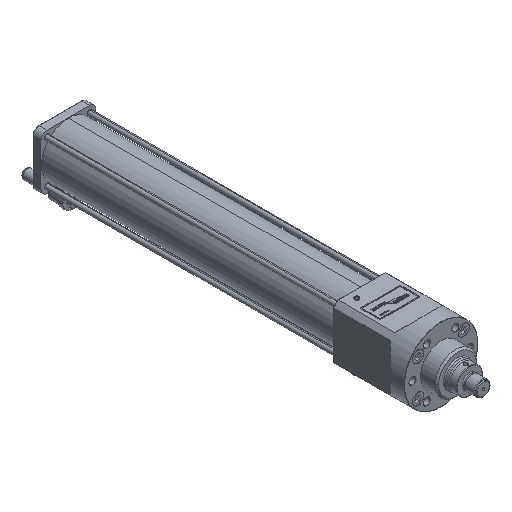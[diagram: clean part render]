
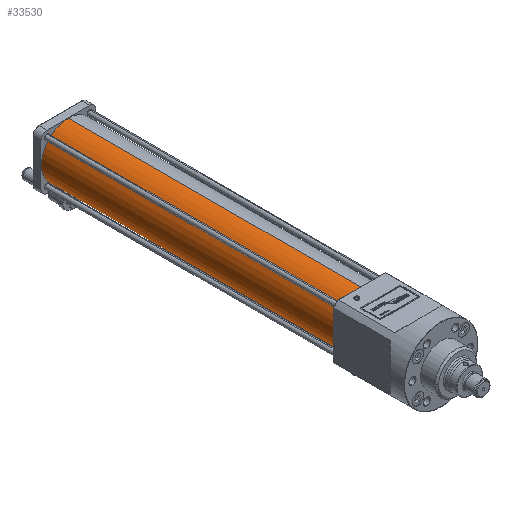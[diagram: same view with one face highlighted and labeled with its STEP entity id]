
A CAD part, isometric view. The second image highlights one B-rep face of the part: STEP entity #33530.
In plain terms, the highlighted cylindrical face has radius 66 mm (diameter 132 mm), a partial arc.
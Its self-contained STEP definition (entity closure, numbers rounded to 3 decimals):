
#796 = CIRCLE ( 'NONE', #5429, 66. ) ;
#5416 = CARTESIAN_POINT ( 'NONE',  ( 0., 195., 0. ) ) ;
#5429 = AXIS2_PLACEMENT_3D ( 'NONE', #5416, #26740, #8468 ) ;
#5691 = CARTESIAN_POINT ( 'NONE',  ( 0., 911., 66. ) ) ;
#6521 = AXIS2_PLACEMENT_3D ( 'NONE', #27306, #9043, #30346 ) ;
#8443 = AXIS2_PLACEMENT_3D ( 'NONE', #38657, #11235, #20420 ) ;
#8468 = DIRECTION ( 'NONE',  ( 1., 0., 0. ) ) ;
#8829 = EDGE_CURVE ( 'NONE', #38472, #38508, #796, .T. ) ;
#9043 = DIRECTION ( 'NONE',  ( 0., 1., 0. ) ) ;
#10123 = LINE ( 'NONE', #28888, #25381 ) ;
#10265 = FACE_OUTER_BOUND ( 'NONE', #26593, .T. ) ;
#11235 = DIRECTION ( 'NONE',  ( 0., -1., 0. ) ) ;
#13014 = EDGE_CURVE ( 'NONE', #31180, #13355, #24836, .T. ) ;
#13355 = VERTEX_POINT ( 'NONE', #19428 ) ;
#17411 = CYLINDRICAL_SURFACE ( 'NONE', #8443, 66. ) ;
#17711 = ORIENTED_EDGE ( 'NONE', *, *, #35978, .T. ) ;
#19428 = CARTESIAN_POINT ( 'NONE',  ( 0., 911., 66. ) ) ;
#20420 = DIRECTION ( 'NONE',  ( 0., 0., -1. ) ) ;
#23969 = DIRECTION ( 'NONE',  ( 0., -1., 0. ) ) ;
#24836 = CIRCLE ( 'NONE', #6521, 66. ) ;
#24845 = VECTOR ( 'NONE', #23969, 1000. ) ;
#25381 = VECTOR ( 'NONE', #31976, 1000. ) ;
#26593 = EDGE_LOOP ( 'NONE', ( #37468, #36461, #17711, #30248 ) ) ;
#26740 = DIRECTION ( 'NONE',  ( 0., 1., 0. ) ) ;
#27306 = CARTESIAN_POINT ( 'NONE',  ( 0., 911., 0. ) ) ;
#28888 = CARTESIAN_POINT ( 'NONE',  ( 0., 911., -66. ) ) ;
#30248 = ORIENTED_EDGE ( 'NONE', *, *, #8829, .T. ) ;
#30346 = DIRECTION ( 'NONE',  ( 0., 0., 1. ) ) ;
#31180 = VERTEX_POINT ( 'NONE', #32622 ) ;
#31976 = DIRECTION ( 'NONE',  ( 0., -1., 0. ) ) ;
#32622 = CARTESIAN_POINT ( 'NONE',  ( 0., 911., -66. ) ) ;
#32663 = CARTESIAN_POINT ( 'NONE',  ( 0., 195., -66. ) ) ;
#32925 = CARTESIAN_POINT ( 'NONE',  ( 0., 195., 66. ) ) ;
#33530 = ADVANCED_FACE ( 'NONE', ( #10265 ), #17411, .T. ) ;
#33885 = LINE ( 'NONE', #5691, #24845 ) ;
#35978 = EDGE_CURVE ( 'NONE', #31180, #38472, #10123, .T. ) ;
#36461 = ORIENTED_EDGE ( 'NONE', *, *, #13014, .F. ) ;
#36921 = EDGE_CURVE ( 'NONE', #13355, #38508, #33885, .T. ) ;
#37468 = ORIENTED_EDGE ( 'NONE', *, *, #36921, .F. ) ;
#38472 = VERTEX_POINT ( 'NONE', #32663 ) ;
#38508 = VERTEX_POINT ( 'NONE', #32925 ) ;
#38657 = CARTESIAN_POINT ( 'NONE',  ( 0., 911., 0. ) ) ;
